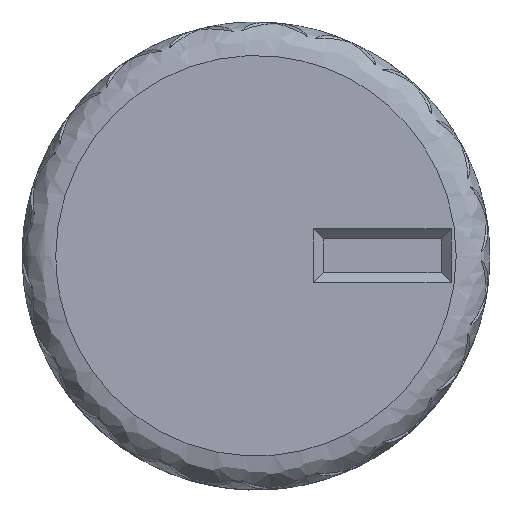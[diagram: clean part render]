
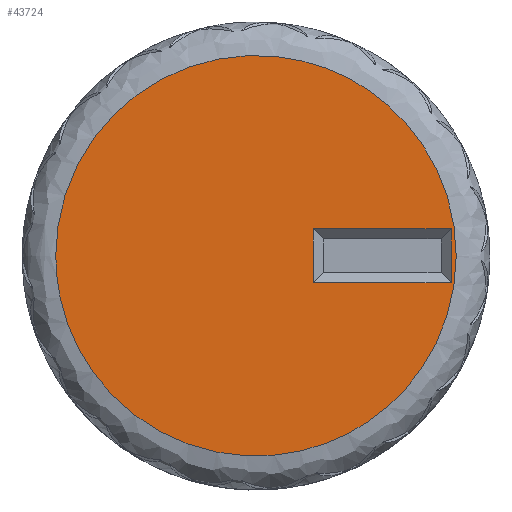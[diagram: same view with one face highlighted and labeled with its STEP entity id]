
A CAD part, top view. The second image highlights one B-rep face of the part: STEP entity #43724.
In plain terms, the highlighted free-form (B-spline) face has degree [1, 1] with [2, 2] control points.
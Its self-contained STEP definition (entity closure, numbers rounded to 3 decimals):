
#43616 = EDGE_CURVE('',#43617,#43619,#43621,.T.);
#43617 = VERTEX_POINT('',#43618);
#43618 = CARTESIAN_POINT('',(12.354,-1.704,
    18.104));
#43619 = VERTEX_POINT('',#43620);
#43620 = CARTESIAN_POINT('',(12.354,1.704,
    18.104));
#43621 = B_SPLINE_CURVE_WITH_KNOTS('',1,(#43622,#43623),.UNSPECIFIED.,
  .F.,.F.,(2,2),(-2.1,1.1),
  .PIECEWISE_BEZIER_KNOTS.);
#43622 = CARTESIAN_POINT('',(12.354,-1.704,
    18.104));
#43623 = CARTESIAN_POINT('',(12.354,1.704,
    18.104));
#43652 = EDGE_CURVE('',#43619,#43653,#43655,.T.);
#43653 = VERTEX_POINT('',#43654);
#43654 = CARTESIAN_POINT('',(3.621,1.704,
    18.104));
#43655 = B_SPLINE_CURVE_WITH_KNOTS('',1,(#43656,#43657),.UNSPECIFIED.,
  .F.,.F.,(2,2),(-9.6,-1.4),
  .PIECEWISE_BEZIER_KNOTS.);
#43656 = CARTESIAN_POINT('',(12.354,1.704,
    18.104));
#43657 = CARTESIAN_POINT('',(3.621,1.704,
    18.104));
#43688 = EDGE_CURVE('',#43653,#43689,#43691,.T.);
#43689 = VERTEX_POINT('',#43690);
#43690 = CARTESIAN_POINT('',(3.621,-1.704,
    18.104));
#43691 = B_SPLINE_CURVE_WITH_KNOTS('',1,(#43692,#43693),.UNSPECIFIED.,
  .F.,.F.,(2,2),(-2.1,1.1),
  .PIECEWISE_BEZIER_KNOTS.);
#43692 = CARTESIAN_POINT('',(3.621,1.704,
    18.104));
#43693 = CARTESIAN_POINT('',(3.621,-1.704,
    18.104));
#43708 = EDGE_CURVE('',#43689,#43617,#43709,.T.);
#43709 = B_SPLINE_CURVE_WITH_KNOTS('',1,(#43710,#43711),.UNSPECIFIED.,
  .F.,.F.,(2,2),(-2.1,6.1),
  .PIECEWISE_BEZIER_KNOTS.);
#43710 = CARTESIAN_POINT('',(3.621,-1.704,
    18.104));
#43711 = CARTESIAN_POINT('',(12.354,-1.704,
    18.104));
#43724 = ADVANCED_FACE('',(#43725,#43739),#43745,.T.);
#43725 = FACE_BOUND('',#43726,.T.);
#43726 = EDGE_LOOP('',(#43727));
#43727 = ORIENTED_EDGE('',*,*,#43728,.F.);
#43728 = EDGE_CURVE('',#43729,#43729,#43731,.T.);
#43729 = VERTEX_POINT('',#43730);
#43730 = CARTESIAN_POINT('',(-12.673,0.,
    18.104));
#43731 = ( BOUNDED_CURVE() B_SPLINE_CURVE(2,(#43732,#43733,#43734,#43735
    ,#43736,#43737,#43738),.UNSPECIFIED.,.T.,.F.) 
B_SPLINE_CURVE_WITH_KNOTS((1,2,2,2,2,1),(-2.094,0.,
    2.094,4.189,6.283,8.378),
.UNSPECIFIED.) CURVE() GEOMETRIC_REPRESENTATION_ITEM() 
RATIONAL_B_SPLINE_CURVE((1.,0.5,1.,0.5,1.,0.5,1.)) REPRESENTATION_ITEM(
  '') );
#43732 = CARTESIAN_POINT('',(-12.673,0.,18.104));
#43733 = CARTESIAN_POINT('',(-12.673,21.95,
    18.104));
#43734 = CARTESIAN_POINT('',(6.337,10.975,
    18.104));
#43735 = CARTESIAN_POINT('',(25.346,0.,
    18.104));
#43736 = CARTESIAN_POINT('',(6.337,-10.975,
    18.104));
#43737 = CARTESIAN_POINT('',(-12.673,-21.95,
    18.104));
#43738 = CARTESIAN_POINT('',(-12.673,0.,18.104));
#43739 = FACE_BOUND('',#43740,.T.);
#43740 = EDGE_LOOP('',(#43741,#43742,#43743,#43744));
#43741 = ORIENTED_EDGE('',*,*,#43616,.F.);
#43742 = ORIENTED_EDGE('',*,*,#43708,.F.);
#43743 = ORIENTED_EDGE('',*,*,#43688,.F.);
#43744 = ORIENTED_EDGE('',*,*,#43652,.F.);
#43745 = B_SPLINE_SURFACE_WITH_KNOTS('',1,1,(
    (#43746,#43747)
    ,(#43748,#43749
  )),.UNSPECIFIED.,.F.,.F.,.F.,(2,2),(2,2),(-11.9,11.9),(-11.9,11.9),
  .PIECEWISE_BEZIER_KNOTS.);
#43746 = CARTESIAN_POINT('',(12.673,12.673,
    18.104));
#43747 = CARTESIAN_POINT('',(12.673,-12.673,
    18.104));
#43748 = CARTESIAN_POINT('',(-12.673,12.673,
    18.104));
#43749 = CARTESIAN_POINT('',(-12.673,-12.673,
    18.104));
